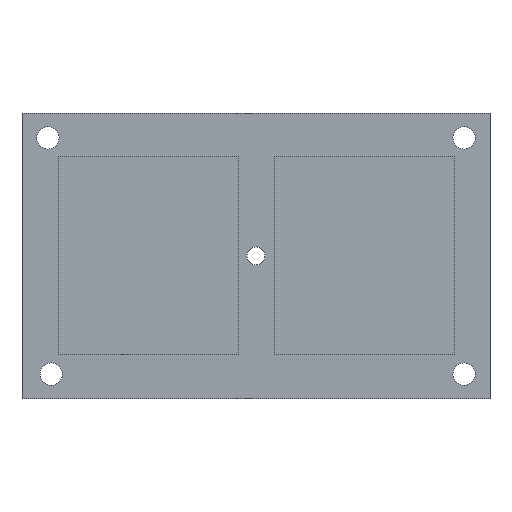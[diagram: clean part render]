
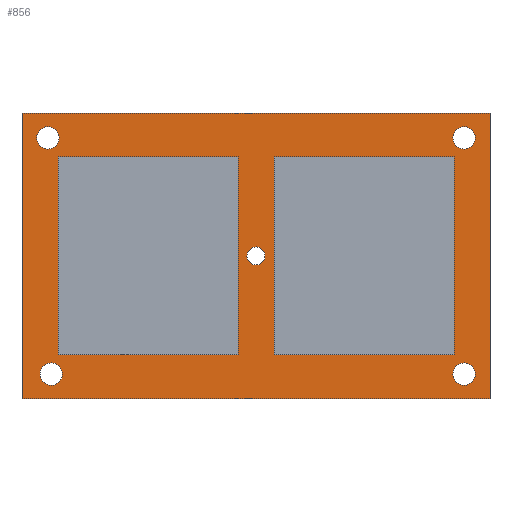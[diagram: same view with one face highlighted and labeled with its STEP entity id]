
A CAD part, front view. The second image highlights one B-rep face of the part: STEP entity #856.
In plain terms, the highlighted planar face has unit normal (0, -1, 0).
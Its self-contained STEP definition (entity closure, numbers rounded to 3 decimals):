
#81=CARTESIAN_POINT('POINT9',(-25.4,-73.025,-139.7));
#82=VERTEX_POINT('VERTEX9',#81);
#90=CARTESIAN_POINT('POINT10',(-279.4,-73.025,-139.7));
#91=VERTEX_POINT('VERTEX10',#90);
#98=CARTESIAN_POINT('POS13',(-279.4,-73.025,-139.7));
#99=DIRECTION('DIR15',(1.,0.,0.));
#100=VECTOR('VEC11',#99,25.4);
#101=LINE('STRAIGHT11',#98,#100);
#102=EDGE_CURVE('EDGE11',#91,#82,#101,.T.);
#112=CARTESIAN_POINT('POINT11',(-25.4,-73.025,139.7));
#113=VERTEX_POINT('VERTEX11',#112);
#122=CARTESIAN_POINT('POS16',(-25.4,-73.025,-139.7));
#123=DIRECTION('DIR19',(0.,0.,1.));
#124=VECTOR('VEC13',#123,25.4);
#125=LINE('STRAIGHT13',#122,#124);
#126=EDGE_CURVE('EDGE13',#82,#113,#125,.T.);
#136=CARTESIAN_POINT('POINT12',(-279.4,-73.025,139.7));
#137=VERTEX_POINT('VERTEX12',#136);
#146=CARTESIAN_POINT('POS19',(-25.4,-73.025,139.7));
#147=DIRECTION('DIR23',(-1.,0.,0.));
#148=VECTOR('VEC15',#147,25.4);
#149=LINE('STRAIGHT15',#146,#148);
#150=EDGE_CURVE('EDGE15',#113,#137,#149,.T.);
#163=CARTESIAN_POINT('POS21',(-279.4,-73.025,139.7));
#164=DIRECTION('DIR26',(0.,0.,-1.));
#165=VECTOR('VEC16',#164,25.4);
#166=LINE('STRAIGHT16',#163,#165);
#167=EDGE_CURVE('EDGE16',#137,#91,#166,.T.);
#177=CARTESIAN_POINT('POINT13',(279.4,-73.025,-139.7));
#178=VERTEX_POINT('VERTEX13',#177);
#186=CARTESIAN_POINT('POINT14',(25.4,-73.025,-139.7));
#187=VERTEX_POINT('VERTEX14',#186);
#194=CARTESIAN_POINT('POS25',(25.4,-73.025,-139.7));
#195=DIRECTION('DIR31',(1.,0.,0.));
#196=VECTOR('VEC19',#195,25.4);
#197=LINE('STRAIGHT19',#194,#196);
#198=EDGE_CURVE('EDGE19',#187,#178,#197,.T.);
#208=CARTESIAN_POINT('POINT15',(279.4,-73.025,139.7));
#209=VERTEX_POINT('VERTEX15',#208);
#218=CARTESIAN_POINT('POS28',(279.4,-73.025,-139.7));
#219=DIRECTION('DIR35',(0.,0.,1.));
#220=VECTOR('VEC21',#219,25.4);
#221=LINE('STRAIGHT21',#218,#220);
#222=EDGE_CURVE('EDGE21',#178,#209,#221,.T.);
#232=CARTESIAN_POINT('POINT16',(25.4,-73.025,139.7));
#233=VERTEX_POINT('VERTEX16',#232);
#242=CARTESIAN_POINT('POS31',(279.4,-73.025,139.7));
#243=DIRECTION('DIR39',(-1.,0.,0.));
#244=VECTOR('VEC23',#243,25.4);
#245=LINE('STRAIGHT23',#242,#244);
#246=EDGE_CURVE('EDGE23',#209,#233,#245,.T.);
#259=CARTESIAN_POINT('POS33',(25.4,-73.025,139.7));
#260=DIRECTION('DIR42',(0.,0.,-1.));
#261=VECTOR('VEC24',#260,25.4);
#262=LINE('STRAIGHT24',#259,#261);
#263=EDGE_CURVE('EDGE24',#233,#187,#262,.T.);
#275=CARTESIAN_POINT('POINT18',(-277.813,-73.025,
   166.688));
#276=VERTEX_POINT('VERTEX18',#275);
#292=CARTESIAN_POINT('POINT20',(-309.563,-73.025,
   166.688));
#293=VERTEX_POINT('VERTEX20',#292);
#300=CARTESIAN_POINT('POS38',(-293.688,-73.025,166.688)
   );
#301=DIRECTION('DIR49',(0.,1.,0.));
#302=DIRECTION('DIR50',(1.,0.,0.));
#303=AXIS2_PLACEMENT_3D('AXIS12',#300,#301,#302);
#304=CIRCLE('ELLIPSE2',#303,15.875);
#305=EDGE_CURVE('EDGE28',#276,#293,#304,.T.);
#324=CARTESIAN_POINT('POS41',(-293.688,-73.025,166.688)
   );
#325=DIRECTION('DIR55',(0.,1.,0.));
#326=DIRECTION('DIR56',(-1.,0.,0.));
#327=AXIS2_PLACEMENT_3D('AXIS15',#324,#325,#326);
#328=CIRCLE('ELLIPSE4',#327,15.875);
#329=EDGE_CURVE('EDGE30',#293,#276,#328,.T.);
#341=CARTESIAN_POINT('POINT22',(277.813,-73.025,
   -166.688));
#342=VERTEX_POINT('VERTEX22',#341);
#358=CARTESIAN_POINT('POINT24',(309.563,-73.025,
   -166.688));
#359=VERTEX_POINT('VERTEX24',#358);
#366=CARTESIAN_POINT('POS46',(293.688,-73.025,-166.688)
   );
#367=DIRECTION('DIR63',(0.,1.,0.));
#368=DIRECTION('DIR64',(-1.,0.,0.));
#369=AXIS2_PLACEMENT_3D('AXIS18',#366,#367,#368);
#370=CIRCLE('ELLIPSE6',#369,15.875);
#371=EDGE_CURVE('EDGE34',#342,#359,#370,.T.);
#390=CARTESIAN_POINT('POS49',(293.688,-73.025,-166.688)
   );
#391=DIRECTION('DIR69',(0.,1.,0.));
#392=DIRECTION('DIR70',(1.,0.,0.));
#393=AXIS2_PLACEMENT_3D('AXIS21',#390,#391,#392);
#394=CIRCLE('ELLIPSE8',#393,15.875);
#395=EDGE_CURVE('EDGE36',#359,#342,#394,.T.);
#407=CARTESIAN_POINT('POINT26',(309.563,-73.025,166.688
   ));
#408=VERTEX_POINT('VERTEX26',#407);
#424=CARTESIAN_POINT('POINT28',(277.813,-73.025,166.688
   ));
#425=VERTEX_POINT('VERTEX28',#424);
#432=CARTESIAN_POINT('POS54',(293.688,-73.025,166.688))
   ;
#433=DIRECTION('DIR77',(0.,-1.,0.));
#434=DIRECTION('DIR78',(-1.,0.,0.));
#435=AXIS2_PLACEMENT_3D('AXIS24',#432,#433,#434);
#436=CIRCLE('ELLIPSE10',#435,15.875);
#437=EDGE_CURVE('EDGE40',#425,#408,#436,.T.);
#456=CARTESIAN_POINT('POS57',(293.688,-73.025,166.688))
   ;
#457=DIRECTION('DIR83',(0.,-1.,0.));
#458=DIRECTION('DIR84',(1.,0.,0.));
#459=AXIS2_PLACEMENT_3D('AXIS27',#456,#457,#458);
#460=CIRCLE('ELLIPSE12',#459,15.875);
#461=EDGE_CURVE('EDGE42',#408,#425,#460,.T.);
#473=CARTESIAN_POINT('POINT30',(-273.05,-73.025,-166.688
   ));
#474=VERTEX_POINT('VERTEX30',#473);
#490=CARTESIAN_POINT('POINT32',(-304.8,-73.025,-166.688)
   );
#491=VERTEX_POINT('VERTEX32',#490);
#498=CARTESIAN_POINT('POS62',(-288.925,-73.025,-166.688)
   );
#499=DIRECTION('DIR91',(0.,-1.,0.));
#500=DIRECTION('DIR92',(-1.,0.,0.));
#501=AXIS2_PLACEMENT_3D('AXIS30',#498,#499,#500);
#502=CIRCLE('ELLIPSE14',#501,15.875);
#503=EDGE_CURVE('EDGE46',#491,#474,#502,.T.);
#522=CARTESIAN_POINT('POS65',(-288.925,-73.025,-166.688)
   );
#523=DIRECTION('DIR97',(0.,-1.,0.));
#524=DIRECTION('DIR98',(1.,0.,0.));
#525=AXIS2_PLACEMENT_3D('AXIS33',#522,#523,#524);
#526=CIRCLE('ELLIPSE16',#525,15.875);
#527=EDGE_CURVE('EDGE48',#474,#491,#526,.T.);
#769=ORIENTED_EDGE('COEDGE101',*,*,#527,.F.);
#770=ORIENTED_EDGE('COEDGE102',*,*,#503,.F.);
#771=EDGE_LOOP('NONE',(#769,#770));
#772=FACE_BOUND('LOOP1',#771,.T.);
#773=CARTESIAN_POINT('POINT49',(330.2,-73.025,201.613));
#774=VERTEX_POINT('VERTEX49',#773);
#775=CARTESIAN_POINT('POINT50',(-330.2,-73.025,201.613))
   ;
#776=VERTEX_POINT('VERTEX50',#775);
#777=CARTESIAN_POINT('POS93',(330.2,-73.025,201.613));
#778=DIRECTION('DIR147',(-1.,0.,0.));
#779=VECTOR('VEC39',#778,25.4);
#780=LINE('STRAIGHT39',#777,#779);
#781=EDGE_CURVE('EDGE67',#774,#776,#780,.T.);
#782=ORIENTED_EDGE('COEDGE103',*,*,#781,.T.);
#783=CARTESIAN_POINT('POINT51',(-330.2,-73.025,-201.613)
   );
#784=VERTEX_POINT('VERTEX51',#783);
#785=CARTESIAN_POINT('POS94',(-330.2,-73.025,201.613));
#786=DIRECTION('DIR148',(0.,0.,-1.));
#787=VECTOR('VEC40',#786,25.4);
#788=LINE('STRAIGHT40',#785,#787);
#789=EDGE_CURVE('EDGE68',#776,#784,#788,.T.);
#790=ORIENTED_EDGE('COEDGE104',*,*,#789,.T.);
#791=CARTESIAN_POINT('POINT52',(330.2,-73.025,-201.613))
   ;
#792=VERTEX_POINT('VERTEX52',#791);
#793=CARTESIAN_POINT('POS95',(-330.2,-73.025,-201.613));
#794=DIRECTION('DIR149',(1.,0.,0.));
#795=VECTOR('VEC41',#794,25.4);
#796=LINE('STRAIGHT41',#793,#795);
#797=EDGE_CURVE('EDGE69',#784,#792,#796,.T.);
#798=ORIENTED_EDGE('COEDGE105',*,*,#797,.T.);
#799=CARTESIAN_POINT('POS96',(330.2,-73.025,-201.613));
#800=DIRECTION('DIR150',(0.,0.,1.));
#801=VECTOR('VEC42',#800,25.4);
#802=LINE('STRAIGHT42',#799,#801);
#803=EDGE_CURVE('EDGE70',#792,#774,#802,.T.);
#804=ORIENTED_EDGE('COEDGE106',*,*,#803,.T.);
#805=EDGE_LOOP('NONE',(#782,#790,#798,#804));
#806=FACE_BOUND('LOOP1',#805,.T.);
#807=CARTESIAN_POINT('POINT53',(-12.7,-73.025,0.));
#808=VERTEX_POINT('VERTEX53',#807);
#809=CARTESIAN_POINT('POINT54',(12.7,-73.025,0.));
#810=VERTEX_POINT('VERTEX54',#809);
#811=CARTESIAN_POINT('POS97',(0.,-73.025,0.));
#812=DIRECTION('DIR151',(0.,-1.,0.));
#813=DIRECTION('DIR152',(-1.,0.,0.));
#814=AXIS2_PLACEMENT_3D('AXIS55',#811,#812,#813);
#815=CIRCLE('ELLIPSE29',#814,12.7);
#816=EDGE_CURVE('EDGE71',#808,#810,#815,.T.);
#817=ORIENTED_EDGE('COEDGE107',*,*,#816,.F.);
#818=CARTESIAN_POINT('POS98',(0.,-73.025,
   0.));
#819=DIRECTION('DIR153',(0.,-1.,0.));
#820=DIRECTION('DIR154',(1.,0.,0.));
#821=AXIS2_PLACEMENT_3D('AXIS56',#818,#819,#820);
#822=CIRCLE('ELLIPSE30',#821,12.7);
#823=EDGE_CURVE('EDGE72',#810,#808,#822,.T.);
#824=ORIENTED_EDGE('COEDGE108',*,*,#823,.F.);
#825=EDGE_LOOP('NONE',(#817,#824));
#826=FACE_BOUND('LOOP1',#825,.T.);
#827=ORIENTED_EDGE('COEDGE109',*,*,#461,.F.);
#828=ORIENTED_EDGE('COEDGE110',*,*,#437,.F.);
#829=EDGE_LOOP('NONE',(#827,#828));
#830=FACE_BOUND('LOOP1',#829,.T.);
#831=ORIENTED_EDGE('COEDGE111',*,*,#395,.T.);
#832=ORIENTED_EDGE('COEDGE112',*,*,#371,.T.);
#833=EDGE_LOOP('NONE',(#831,#832));
#834=FACE_BOUND('LOOP1',#833,.T.);
#835=ORIENTED_EDGE('COEDGE113',*,*,#329,.T.);
#836=ORIENTED_EDGE('COEDGE114',*,*,#305,.T.);
#837=EDGE_LOOP('NONE',(#835,#836));
#838=FACE_BOUND('LOOP1',#837,.T.);
#839=ORIENTED_EDGE('COEDGE115',*,*,#263,.F.);
#840=ORIENTED_EDGE('COEDGE116',*,*,#246,.F.);
#841=ORIENTED_EDGE('COEDGE117',*,*,#222,.F.);
#842=ORIENTED_EDGE('COEDGE118',*,*,#198,.F.);
#843=EDGE_LOOP('NONE',(#839,#840,#841,#842));
#844=FACE_BOUND('LOOP1',#843,.T.);
#845=ORIENTED_EDGE('COEDGE119',*,*,#167,.F.);
#846=ORIENTED_EDGE('COEDGE120',*,*,#150,.F.);
#847=ORIENTED_EDGE('COEDGE121',*,*,#126,.F.);
#848=ORIENTED_EDGE('COEDGE122',*,*,#102,.F.);
#849=EDGE_LOOP('NONE',(#845,#846,#847,#848));
#850=FACE_BOUND('LOOP1',#849,.T.);
#851=CARTESIAN_POINT('POS99',(0.,-73.025,0.));
#852=DIRECTION('DIR155',(0.,-1.,0.));
#853=DIRECTION('DIR156',(1.,0.,0.));
#854=AXIS2_PLACEMENT_3D('AXIS57',#851,#852,#853);
#855=PLANE('PLANE15',#854);
#856=ADVANCED_FACE('FACE27',(#772,#806,#826,#830,#834,#838,#844,#850),
   #855,.T.);
